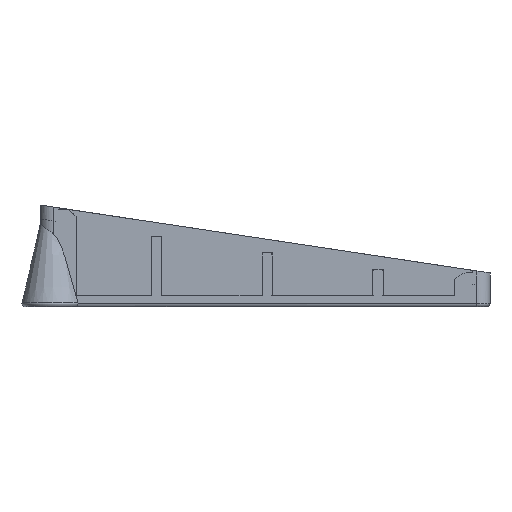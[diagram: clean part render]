
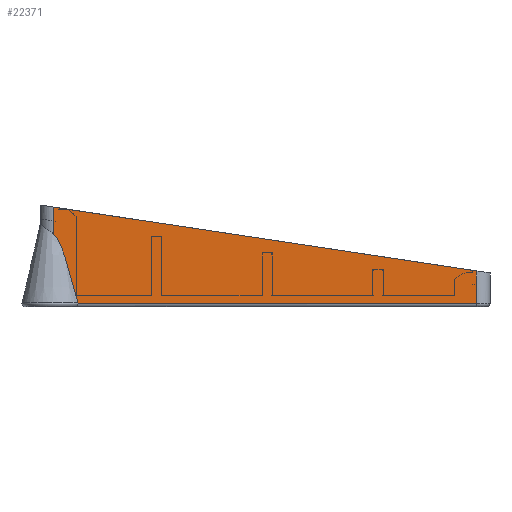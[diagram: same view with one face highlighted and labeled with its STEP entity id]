
A CAD part, left-side view. The second image highlights one B-rep face of the part: STEP entity #22371.
In plain terms, the highlighted planar face has unit normal (-1, 0, 0).
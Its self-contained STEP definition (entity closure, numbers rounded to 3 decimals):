
#1555=B_SPLINE_CURVE_WITH_KNOTS('',3,(#40236,#40237,#40238,#40239),
 .UNSPECIFIED.,.F.,.F.,(4,4),(0.623,0.644),
 .UNSPECIFIED.);
#1768=(
BOUNDED_CURVE()
B_SPLINE_CURVE(2,(#40301,#40302,#40303),.UNSPECIFIED.,.F.,.F.)
B_SPLINE_CURVE_WITH_KNOTS((3,3),(2.504,4.41),
 .UNSPECIFIED.)
CURVE()
GEOMETRIC_REPRESENTATION_ITEM()
RATIONAL_B_SPLINE_CURVE((1.586,1.517,1.004))
REPRESENTATION_ITEM('')
);
#2716=PLANE('',#23438);
#3459=FACE_OUTER_BOUND('',#4910,.T.);
#4910=EDGE_LOOP('',(#17941,#17942,#17943,#17944,#17945,#17946));
#6643=LINE('',#40320,#8264);
#6644=LINE('',#40324,#8265);
#6645=LINE('',#40326,#8266);
#6646=LINE('',#40327,#8267);
#8264=VECTOR('',#26349,10.);
#8265=VECTOR('',#26354,10.);
#8266=VECTOR('',#26355,10.);
#8267=VECTOR('',#26356,10.);
#10204=VERTEX_POINT('',#40234);
#10205=VERTEX_POINT('',#40235);
#10216=VERTEX_POINT('',#40300);
#10217=VERTEX_POINT('',#40319);
#10218=VERTEX_POINT('',#40323);
#10219=VERTEX_POINT('',#40325);
#12841=EDGE_CURVE('',#10204,#10205,#1555,.F.);
#12860=EDGE_CURVE('',#10216,#10205,#1768,.T.);
#12862=EDGE_CURVE('',#10216,#10217,#6643,.T.);
#12864=EDGE_CURVE('',#10204,#10218,#6644,.F.);
#12865=EDGE_CURVE('',#10219,#10218,#6645,.T.);
#12866=EDGE_CURVE('',#10217,#10219,#6646,.T.);
#17941=ORIENTED_EDGE('',*,*,#12860,.T.);
#17942=ORIENTED_EDGE('',*,*,#12841,.F.);
#17943=ORIENTED_EDGE('',*,*,#12864,.T.);
#17944=ORIENTED_EDGE('',*,*,#12865,.F.);
#17945=ORIENTED_EDGE('',*,*,#12866,.F.);
#17946=ORIENTED_EDGE('',*,*,#12862,.F.);
#22371=ADVANCED_FACE('',(#3459),#2716,.F.);
#23438=AXIS2_PLACEMENT_3D('',#40322,#26352,#26353);
#26349=DIRECTION('',(0.,0.,1.));
#26352=DIRECTION('center_axis',(1.,0.,0.));
#26353=DIRECTION('ref_axis',(0.,1.,0.));
#26354=DIRECTION('',(0.,1.,0.));
#26355=DIRECTION('',(0.,0.,-1.));
#26356=DIRECTION('',(0.,-0.989,-0.149));
#40234=CARTESIAN_POINT('',(0.,121.373,1.));
#40235=CARTESIAN_POINT('',(0.,121.402,1.225));
#40236=CARTESIAN_POINT('Ctrl Pts',(0.,121.402,
1.225));
#40237=CARTESIAN_POINT('Ctrl Pts',(0.,121.383,
1.15));
#40238=CARTESIAN_POINT('Ctrl Pts',(0.,121.373,1.071));
#40239=CARTESIAN_POINT('Ctrl Pts',(0.,121.373,1.));
#40300=CARTESIAN_POINT('',(0.,128.489,21.428));
#40301=CARTESIAN_POINT('Ctrl Pts',(0.,128.489,
21.428));
#40302=CARTESIAN_POINT('Ctrl Pts',(0.,126.24,
19.845));
#40303=CARTESIAN_POINT('Ctrl Pts',(0.,121.402,
1.225));
#40319=CARTESIAN_POINT('',(0.,128.489,29.396));
#40320=CARTESIAN_POINT('',(0.,128.489,7.5));
#40322=CARTESIAN_POINT('Origin',(0.,66.244,15.));
#40323=CARTESIAN_POINT('',(0.,4.,1.));
#40324=CARTESIAN_POINT('',(0.,33.122,1.));
#40325=CARTESIAN_POINT('',(0.,4.,10.604));
#40326=CARTESIAN_POINT('',(0.,4.,12.5));
#40327=CARTESIAN_POINT('',(0.,132.489,30.));
